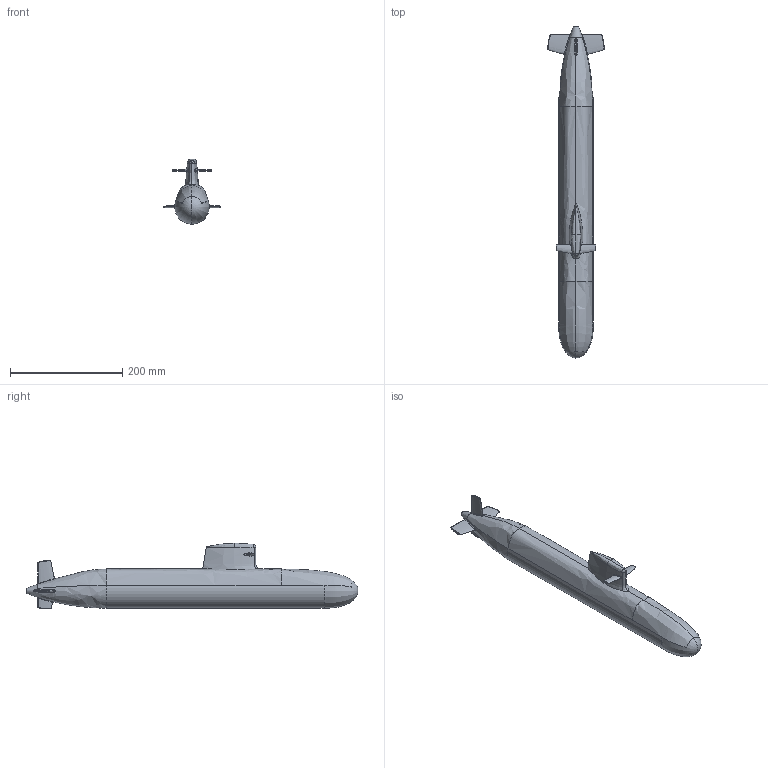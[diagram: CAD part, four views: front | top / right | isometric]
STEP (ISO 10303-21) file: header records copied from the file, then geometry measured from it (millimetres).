
FILE_DESCRIPTION(/* description */ (''),/* implementation_level */ '2;1');
FILE_NAME(/* name */ 'HULL.step',/* time_stamp */ '2019-08-22T13:47:08+02:00',/* author */ (''),/* organization */ (''),/* preprocessor_version */ 'ST-DEVELOPER v18',/* originating_system */ 'Autodesk Translation Framework v8.6.0.1094',/* authorisation */ '');
FILE_SCHEMA (('AUTOMOTIVE_DESIGN { 1 0 10303 214 3 1 1 }'));
Length unit declared in the file: millimetre
Products named in the file (1): HULL
Bounding box: 100.44 x 590.76 x 116.21 mm (x, y, z)
Volume: 1783904.7 mm3; surface area: 128394.5 mm2
Topology: 1 solids, 1 shells, 94 faces, 241 edges, 148 vertices
Faces by surface type: bspline 78, sphere 8, cylinder 5, plane 3
Entity records: 10082 total; most frequent: CARTESIAN_POINT 8337, ORIENTED_EDGE 470, EDGE_CURVE 235, B_SPLINE_CURVE_WITH_KNOTS 170, DIRECTION 152, VERTEX_POINT 148, EDGE_LOOP 99, FACE_OUTER_BOUND 94
